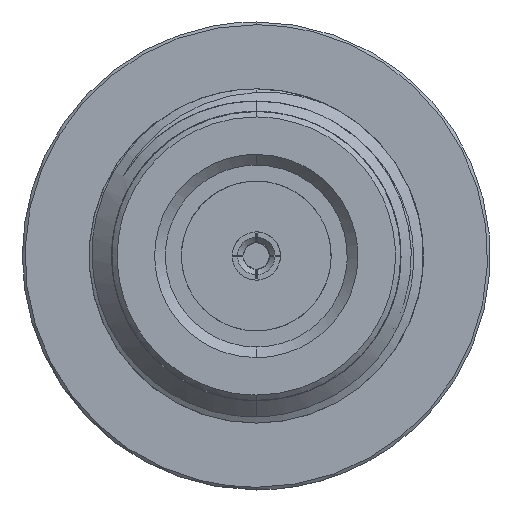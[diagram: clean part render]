
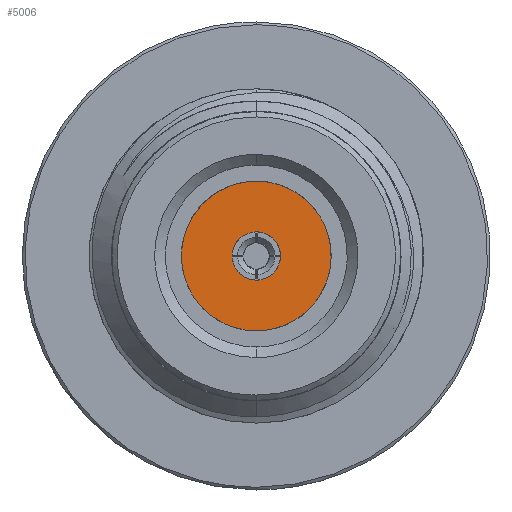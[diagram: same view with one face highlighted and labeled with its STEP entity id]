
A CAD part, left-side view. The second image highlights one B-rep face of the part: STEP entity #5006.
In plain terms, the highlighted free-form (B-spline) face has degree [1, 1] with [2, 2] control points.
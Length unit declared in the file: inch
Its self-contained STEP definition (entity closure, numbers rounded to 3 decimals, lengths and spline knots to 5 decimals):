
#745 = CARTESIAN_POINT ( 'NONE',  ( 0.43, -0.14168, 0.14168 ) ) ;
#754 = CARTESIAN_POINT ( 'NONE',  ( 0.43, -0.01182, 0.045 ) ) ;
#866 = CARTESIAN_POINT ( 'NONE',  ( 0.43, 0.08201, -0.14 ) ) ;
#1075 = CARTESIAN_POINT ( 'NONE',  ( 0.43, 0., 0.14 ) ) ;
#1435 = ORIENTED_EDGE ( 'NONE', *, *, #19718, .F. ) ;
#1836 = ORIENTED_EDGE ( 'NONE', *, *, #19036, .T. ) ;
#3052 = CARTESIAN_POINT ( 'NONE',  ( 0.43, 0.14168, 0.14168 ) ) ;
#3178 = CARTESIAN_POINT ( 'NONE',  ( 0.43, 0., -0.14 ) ) ;
#3368 = CARTESIAN_POINT ( 'NONE',  ( 0.43, -0.02346, 0.04018 ) ) ;
#5006 = ADVANCED_FACE ( 'NONE', ( #16683, #21556 ), #20616, .T. ) ;
#5503 = B_SPLINE_CURVE_WITH_KNOTS ( 'NONE', 3,
 ( #10460, #754, #3368, #10265, #7838, #20013, #27058, #17371, #5544, #20120 ),
 .UNSPECIFIED., .F., .F.,
 ( 4, 2, 2, 2, 4 ),
 ( 0., 0.7854, 1.5708, 2.35619, 3.14159 ),
 .UNSPECIFIED. ) ;
#5544 = CARTESIAN_POINT ( 'NONE',  ( 0.43, -0.01182, -0.045 ) ) ;
#5774 = B_SPLINE_CURVE_WITH_KNOTS ( 'NONE', 3,
 ( #18516, #30400, #27560, #26053, #6984, #8967, #16176, #7092, #13981, #18610 ),
 .UNSPECIFIED., .F., .F.,
 ( 4, 2, 2, 2, 4 ),
 ( 0., 0.7854, 1.5708, 2.35619, 3.14159 ),
 .UNSPECIFIED. ) ;
#6359 =( BOUNDED_CURVE ( )  B_SPLINE_CURVE ( 3, ( #7664, #15778, #11280, #27779 ),
 .UNSPECIFIED., .F., .F. ) 
 B_SPLINE_CURVE_WITH_KNOTS ( ( 4, 4 ),
 ( -3.14159, 0. ),
 .UNSPECIFIED. ) 
 CURVE ( )  GEOMETRIC_REPRESENTATION_ITEM ( )  RATIONAL_B_SPLINE_CURVE ( ( 1., 0.333, 0.333, 1. ) ) 
 REPRESENTATION_ITEM ( '' )  );
#6984 = CARTESIAN_POINT ( 'NONE',  ( 0.43, 0.045, -0.01182 ) ) ;
#7092 = CARTESIAN_POINT ( 'NONE',  ( 0.43, 0.02346, 0.04018 ) ) ;
#7633 =( BOUNDED_CURVE ( )  B_SPLINE_CURVE ( 3, ( #3178, #866, #12884, #29608, #8173, #13100, #1075 ),
 .UNSPECIFIED., .F., .F. ) 
 B_SPLINE_CURVE_WITH_KNOTS ( ( 4, 3, 4 ),
 ( -3.14159, -1.5708, 0. ),
 .UNSPECIFIED. ) 
 CURVE ( )  GEOMETRIC_REPRESENTATION_ITEM ( )  RATIONAL_B_SPLINE_CURVE ( ( 1., 0.805, 0.805, 1., 0.805, 0.805, 1. ) ) 
 REPRESENTATION_ITEM ( '' )  );
#7664 = CARTESIAN_POINT ( 'NONE',  ( 0.43, 0., 0.14 ) ) ;
#7838 = CARTESIAN_POINT ( 'NONE',  ( 0.43, -0.045, 0.01182 ) ) ;
#7936 = CARTESIAN_POINT ( 'NONE',  ( 0.43, -0.14168, -0.14168 ) ) ;
#8173 = CARTESIAN_POINT ( 'NONE',  ( 0.43, 0.14, 0.08201 ) ) ;
#8899 = EDGE_LOOP ( 'NONE', ( #1435, #21327 ) ) ;
#8967 = CARTESIAN_POINT ( 'NONE',  ( 0.43, 0.045, 0.01182 ) ) ;
#10265 = CARTESIAN_POINT ( 'NONE',  ( 0.43, -0.04018, 0.02346 ) ) ;
#10460 = CARTESIAN_POINT ( 'NONE',  ( 0.43, 0., 0.045 ) ) ;
#11280 = CARTESIAN_POINT ( 'NONE',  ( 0.43, -0.28, -0.14 ) ) ;
#12884 = CARTESIAN_POINT ( 'NONE',  ( 0.43, 0.14, -0.08201 ) ) ;
#12962 = CARTESIAN_POINT ( 'NONE',  ( 0.43, 0., -0.14 ) ) ;
#13100 = CARTESIAN_POINT ( 'NONE',  ( 0.43, 0.08201, 0.14 ) ) ;
#13981 = CARTESIAN_POINT ( 'NONE',  ( 0.43, 0.01182, 0.045 ) ) ;
#14201 = CARTESIAN_POINT ( 'NONE',  ( 0.43, 0., 0.045 ) ) ;
#14415 = VERTEX_POINT ( 'NONE', #14201 ) ;
#15778 = CARTESIAN_POINT ( 'NONE',  ( 0.43, -0.28, 0.14 ) ) ;
#16176 = CARTESIAN_POINT ( 'NONE',  ( 0.43, 0.04018, 0.02346 ) ) ;
#16683 = FACE_BOUND ( 'NONE', #27922, .T. ) ;
#17257 = EDGE_CURVE ( 'NONE', #14415, #25929, #5503, .T. ) ;
#17371 = CARTESIAN_POINT ( 'NONE',  ( 0.43, -0.02346, -0.04018 ) ) ;
#18516 = CARTESIAN_POINT ( 'NONE',  ( 0.43, 0., -0.045 ) ) ;
#18610 = CARTESIAN_POINT ( 'NONE',  ( 0.43, 0., 0.045 ) ) ;
#19036 = EDGE_CURVE ( 'NONE', #25929, #14415, #5774, .T. ) ;
#19718 = EDGE_CURVE ( 'NONE', #27201, #23920, #6359, .T. ) ;
#19946 = CARTESIAN_POINT ( 'NONE',  ( 0.43, 0., 0.14 ) ) ;
#20013 = CARTESIAN_POINT ( 'NONE',  ( 0.43, -0.045, -0.01182 ) ) ;
#20120 = CARTESIAN_POINT ( 'NONE',  ( 0.43, 0., -0.045 ) ) ;
#20616 = B_SPLINE_SURFACE_WITH_KNOTS ( 'NONE', 1, 1, ( 
 ( #7936, #24674 ),
 ( #745, #3052 ) ),
 .UNSPECIFIED., .F., .F., .F.,
 ( 2, 2 ),
 ( 2, 2 ),
 ( 0., 1. ),
 ( 0., 1. ),
 .UNSPECIFIED. ) ;
#21327 = ORIENTED_EDGE ( 'NONE', *, *, #22194, .F. ) ;
#21556 = FACE_OUTER_BOUND ( 'NONE', #8899, .T. ) ;
#22194 = EDGE_CURVE ( 'NONE', #23920, #27201, #7633, .T. ) ;
#23920 = VERTEX_POINT ( 'NONE', #12962 ) ;
#24674 = CARTESIAN_POINT ( 'NONE',  ( 0.43, 0.14168, -0.14168 ) ) ;
#25774 = CARTESIAN_POINT ( 'NONE',  ( 0.43, 0., -0.045 ) ) ;
#25929 = VERTEX_POINT ( 'NONE', #25774 ) ;
#26053 = CARTESIAN_POINT ( 'NONE',  ( 0.43, 0.04018, -0.02346 ) ) ;
#26304 = ORIENTED_EDGE ( 'NONE', *, *, #17257, .T. ) ;
#27058 = CARTESIAN_POINT ( 'NONE',  ( 0.43, -0.04018, -0.02346 ) ) ;
#27201 = VERTEX_POINT ( 'NONE', #19946 ) ;
#27560 = CARTESIAN_POINT ( 'NONE',  ( 0.43, 0.02346, -0.04018 ) ) ;
#27779 = CARTESIAN_POINT ( 'NONE',  ( 0.43, 0., -0.14 ) ) ;
#27922 = EDGE_LOOP ( 'NONE', ( #1836, #26304 ) ) ;
#29608 = CARTESIAN_POINT ( 'NONE',  ( 0.43, 0.14, 0. ) ) ;
#30400 = CARTESIAN_POINT ( 'NONE',  ( 0.43, 0.01182, -0.045 ) ) ;
